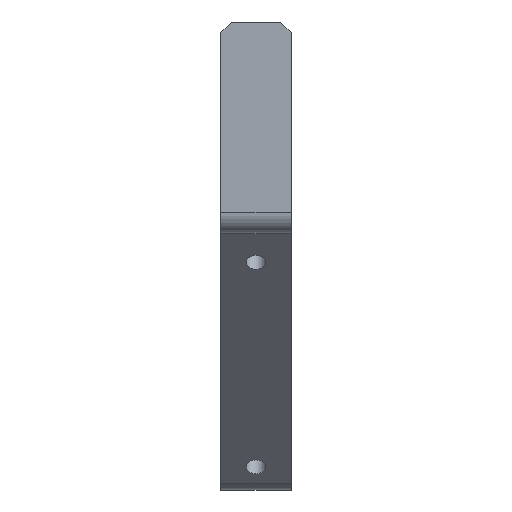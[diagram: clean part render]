
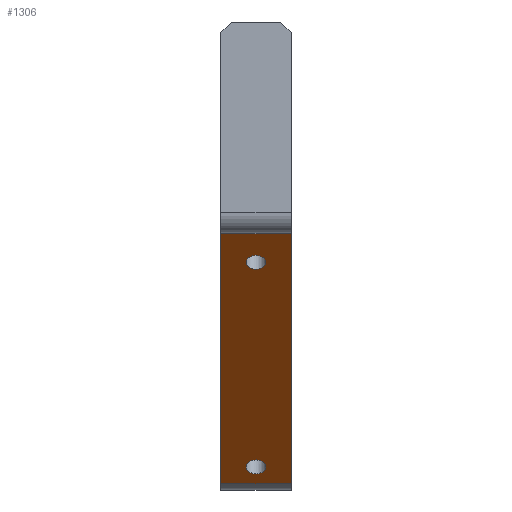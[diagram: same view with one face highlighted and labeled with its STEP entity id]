
A CAD part, top view. The second image highlights one B-rep face of the part: STEP entity #1306.
In plain terms, the highlighted planar face has unit normal (0, -0.707, 0.707).
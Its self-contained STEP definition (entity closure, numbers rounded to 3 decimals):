
#32 = PLANE('',#33);
#33 = AXIS2_PLACEMENT_3D('',#34,#35,#36);
#34 = CARTESIAN_POINT('',(44.,-12.707,35.57));
#35 = DIRECTION('',(1.,0.,0.));
#36 = DIRECTION('',(0.,0.,1.));
#86 = VERTEX_POINT('',#87);
#87 = CARTESIAN_POINT('',(44.,-11.532,49.216));
#101 = PLANE('',#102);
#102 = AXIS2_PLACEMENT_3D('',#103,#104,#105);
#103 = CARTESIAN_POINT('',(44.,-11.532,49.216));
#104 = DIRECTION('',(0.,-1.,0.));
#105 = DIRECTION('',(0.,0.,1.));
#113 = EDGE_CURVE('',#114,#86,#116,.T.);
#114 = VERTEX_POINT('',#115);
#115 = CARTESIAN_POINT('',(44.,-47.02,13.729));
#116 = SURFACE_CURVE('',#117,(#121,#128),.PCURVE_S1.);
#117 = LINE('',#118,#119);
#118 = CARTESIAN_POINT('',(44.,-52.141,8.607));
#119 = VECTOR('',#120,1.);
#120 = DIRECTION('',(0.,0.707,0.707));
#121 = PCURVE('',#32,#122);
#122 = DEFINITIONAL_REPRESENTATION('',(#123),#127);
#123 = LINE('',#124,#125);
#124 = CARTESIAN_POINT('',(-26.963,39.434));
#125 = VECTOR('',#126,1.);
#126 = DIRECTION('',(0.707,-0.707));
#127 = ( GEOMETRIC_REPRESENTATION_CONTEXT(2) 
PARAMETRIC_REPRESENTATION_CONTEXT() REPRESENTATION_CONTEXT('2D SPACE',''
  ) );
#128 = PCURVE('',#129,#134);
#129 = PLANE('',#130);
#130 = AXIS2_PLACEMENT_3D('',#131,#132,#133);
#131 = CARTESIAN_POINT('',(44.,-52.141,8.607));
#132 = DIRECTION('',(0.,-0.707,0.707)
  );
#133 = DIRECTION('',(0.,0.707,0.707));
#134 = DEFINITIONAL_REPRESENTATION('',(#135),#139);
#135 = LINE('',#136,#137);
#136 = CARTESIAN_POINT('',(0.,0.));
#137 = VECTOR('',#138,1.);
#138 = DIRECTION('',(1.,0.));
#139 = ( GEOMETRIC_REPRESENTATION_CONTEXT(2) 
PARAMETRIC_REPRESENTATION_CONTEXT() REPRESENTATION_CONTEXT('2D SPACE',''
  ) );
#158 = CYLINDRICAL_SURFACE('',#159,3.);
#159 = AXIS2_PLACEMENT_3D('',#160,#161,#162);
#160 = CARTESIAN_POINT('',(44.,-44.898,11.607));
#161 = DIRECTION('',(1.,0.,0.));
#162 = DIRECTION('',(0.,-0.707,0.707)
  );
#926 = PLANE('',#927);
#927 = AXIS2_PLACEMENT_3D('',#928,#929,#930);
#928 = CARTESIAN_POINT('',(54.,-12.707,35.57));
#929 = DIRECTION('',(1.,0.,0.));
#930 = DIRECTION('',(0.,0.,1.));
#1213 = EDGE_CURVE('',#86,#1214,#1216,.T.);
#1214 = VERTEX_POINT('',#1215);
#1215 = CARTESIAN_POINT('',(54.,-11.532,49.216));
#1216 = SURFACE_CURVE('',#1217,(#1221,#1228),.PCURVE_S1.);
#1217 = LINE('',#1218,#1219);
#1218 = CARTESIAN_POINT('',(44.,-11.532,49.216));
#1219 = VECTOR('',#1220,1.);
#1220 = DIRECTION('',(1.,0.,0.));
#1221 = PCURVE('',#101,#1222);
#1222 = DEFINITIONAL_REPRESENTATION('',(#1223),#1227);
#1223 = LINE('',#1224,#1225);
#1224 = CARTESIAN_POINT('',(0.,0.));
#1225 = VECTOR('',#1226,1.);
#1226 = DIRECTION('',(0.,-1.));
#1227 = ( GEOMETRIC_REPRESENTATION_CONTEXT(2) 
PARAMETRIC_REPRESENTATION_CONTEXT() REPRESENTATION_CONTEXT('2D SPACE',''
  ) );
#1228 = PCURVE('',#129,#1229);
#1229 = DEFINITIONAL_REPRESENTATION('',(#1230),#1234);
#1230 = LINE('',#1231,#1232);
#1231 = CARTESIAN_POINT('',(57.43,0.));
#1232 = VECTOR('',#1233,1.);
#1233 = DIRECTION('',(0.,-1.));
#1234 = ( GEOMETRIC_REPRESENTATION_CONTEXT(2) 
PARAMETRIC_REPRESENTATION_CONTEXT() REPRESENTATION_CONTEXT('2D SPACE',''
  ) );
#1306 = ADVANCED_FACE('',(#1307,#1355,#1386),#129,.T.);
#1307 = FACE_BOUND('',#1308,.T.);
#1308 = EDGE_LOOP('',(#1309,#1310,#1333,#1354));
#1309 = ORIENTED_EDGE('',*,*,#113,.F.);
#1310 = ORIENTED_EDGE('',*,*,#1311,.T.);
#1311 = EDGE_CURVE('',#114,#1312,#1314,.T.);
#1312 = VERTEX_POINT('',#1313);
#1313 = CARTESIAN_POINT('',(54.,-47.02,13.729));
#1314 = SURFACE_CURVE('',#1315,(#1319,#1326),.PCURVE_S1.);
#1315 = LINE('',#1316,#1317);
#1316 = CARTESIAN_POINT('',(44.,-47.02,13.729));
#1317 = VECTOR('',#1318,1.);
#1318 = DIRECTION('',(1.,0.,0.));
#1319 = PCURVE('',#129,#1320);
#1320 = DEFINITIONAL_REPRESENTATION('',(#1321),#1325);
#1321 = LINE('',#1322,#1323);
#1322 = CARTESIAN_POINT('',(7.243,0.));
#1323 = VECTOR('',#1324,1.);
#1324 = DIRECTION('',(0.,-1.));
#1325 = ( GEOMETRIC_REPRESENTATION_CONTEXT(2) 
PARAMETRIC_REPRESENTATION_CONTEXT() REPRESENTATION_CONTEXT('2D SPACE',''
  ) );
#1326 = PCURVE('',#158,#1327);
#1327 = DEFINITIONAL_REPRESENTATION('',(#1328),#1332);
#1328 = LINE('',#1329,#1330);
#1329 = CARTESIAN_POINT('',(0.,0.));
#1330 = VECTOR('',#1331,1.);
#1331 = DIRECTION('',(0.,1.));
#1332 = ( GEOMETRIC_REPRESENTATION_CONTEXT(2) 
PARAMETRIC_REPRESENTATION_CONTEXT() REPRESENTATION_CONTEXT('2D SPACE',''
  ) );
#1333 = ORIENTED_EDGE('',*,*,#1334,.T.);
#1334 = EDGE_CURVE('',#1312,#1214,#1335,.T.);
#1335 = SURFACE_CURVE('',#1336,(#1340,#1347),.PCURVE_S1.);
#1336 = LINE('',#1337,#1338);
#1337 = CARTESIAN_POINT('',(54.,-52.141,8.607));
#1338 = VECTOR('',#1339,1.);
#1339 = DIRECTION('',(0.,0.707,0.707));
#1340 = PCURVE('',#129,#1341);
#1341 = DEFINITIONAL_REPRESENTATION('',(#1342),#1346);
#1342 = LINE('',#1343,#1344);
#1343 = CARTESIAN_POINT('',(0.,-10.));
#1344 = VECTOR('',#1345,1.);
#1345 = DIRECTION('',(1.,0.));
#1346 = ( GEOMETRIC_REPRESENTATION_CONTEXT(2) 
PARAMETRIC_REPRESENTATION_CONTEXT() REPRESENTATION_CONTEXT('2D SPACE',''
  ) );
#1347 = PCURVE('',#926,#1348);
#1348 = DEFINITIONAL_REPRESENTATION('',(#1349),#1353);
#1349 = LINE('',#1350,#1351);
#1350 = CARTESIAN_POINT('',(-26.963,39.434));
#1351 = VECTOR('',#1352,1.);
#1352 = DIRECTION('',(0.707,-0.707));
#1353 = ( GEOMETRIC_REPRESENTATION_CONTEXT(2) 
PARAMETRIC_REPRESENTATION_CONTEXT() REPRESENTATION_CONTEXT('2D SPACE',''
  ) );
#1354 = ORIENTED_EDGE('',*,*,#1213,.F.);
#1355 = FACE_BOUND('',#1356,.T.);
#1356 = EDGE_LOOP('',(#1357));
#1357 = ORIENTED_EDGE('',*,*,#1358,.F.);
#1358 = EDGE_CURVE('',#1359,#1359,#1361,.T.);
#1359 = VERTEX_POINT('',#1360);
#1360 = CARTESIAN_POINT('',(50.4,-44.624,16.124));
#1361 = SURFACE_CURVE('',#1362,(#1367,#1374),.PCURVE_S1.);
#1362 = CIRCLE('',#1363,1.4);
#1363 = AXIS2_PLACEMENT_3D('',#1364,#1365,#1366);
#1364 = CARTESIAN_POINT('',(49.,-44.624,16.124));
#1365 = DIRECTION('',(0.,-0.707,0.707));
#1366 = DIRECTION('',(1.,0.,0.));
#1367 = PCURVE('',#129,#1368);
#1368 = DEFINITIONAL_REPRESENTATION('',(#1369),#1373);
#1369 = CIRCLE('',#1370,1.4);
#1370 = AXIS2_PLACEMENT_2D('',#1371,#1372);
#1371 = CARTESIAN_POINT('',(10.63,-5.));
#1372 = DIRECTION('',(0.,-1.));
#1373 = ( GEOMETRIC_REPRESENTATION_CONTEXT(2) 
PARAMETRIC_REPRESENTATION_CONTEXT() REPRESENTATION_CONTEXT('2D SPACE',''
  ) );
#1374 = PCURVE('',#1375,#1380);
#1375 = CYLINDRICAL_SURFACE('',#1376,1.4);
#1376 = AXIS2_PLACEMENT_3D('',#1377,#1378,#1379);
#1377 = CARTESIAN_POINT('',(49.,-36.5,8.));
#1378 = DIRECTION('',(0.,-0.707,0.707));
#1379 = DIRECTION('',(1.,0.,0.));
#1380 = DEFINITIONAL_REPRESENTATION('',(#1381),#1385);
#1381 = LINE('',#1382,#1383);
#1382 = CARTESIAN_POINT('',(0.,11.489));
#1383 = VECTOR('',#1384,1.);
#1384 = DIRECTION('',(1.,0.));
#1385 = ( GEOMETRIC_REPRESENTATION_CONTEXT(2) 
PARAMETRIC_REPRESENTATION_CONTEXT() REPRESENTATION_CONTEXT('2D SPACE',''
  ) );
#1386 = FACE_BOUND('',#1387,.T.);
#1387 = EDGE_LOOP('',(#1388));
#1388 = ORIENTED_EDGE('',*,*,#1389,.F.);
#1389 = EDGE_CURVE('',#1390,#1390,#1392,.T.);
#1390 = VERTEX_POINT('',#1391);
#1391 = CARTESIAN_POINT('',(50.4,-15.624,45.124));
#1392 = SURFACE_CURVE('',#1393,(#1398,#1405),.PCURVE_S1.);
#1393 = CIRCLE('',#1394,1.4);
#1394 = AXIS2_PLACEMENT_3D('',#1395,#1396,#1397);
#1395 = CARTESIAN_POINT('',(49.,-15.624,45.124));
#1396 = DIRECTION('',(0.,-0.707,0.707));
#1397 = DIRECTION('',(1.,0.,0.));
#1398 = PCURVE('',#129,#1399);
#1399 = DEFINITIONAL_REPRESENTATION('',(#1400),#1404);
#1400 = CIRCLE('',#1401,1.4);
#1401 = AXIS2_PLACEMENT_2D('',#1402,#1403);
#1402 = CARTESIAN_POINT('',(51.643,-5.));
#1403 = DIRECTION('',(0.,-1.));
#1404 = ( GEOMETRIC_REPRESENTATION_CONTEXT(2) 
PARAMETRIC_REPRESENTATION_CONTEXT() REPRESENTATION_CONTEXT('2D SPACE',''
  ) );
#1405 = PCURVE('',#1406,#1411);
#1406 = CYLINDRICAL_SURFACE('',#1407,1.4);
#1407 = AXIS2_PLACEMENT_3D('',#1408,#1409,#1410);
#1408 = CARTESIAN_POINT('',(49.,-6.5,36.));
#1409 = DIRECTION('',(0.,-0.707,0.707));
#1410 = DIRECTION('',(1.,0.,0.));
#1411 = DEFINITIONAL_REPRESENTATION('',(#1412),#1416);
#1412 = LINE('',#1413,#1414);
#1413 = CARTESIAN_POINT('',(0.,12.903));
#1414 = VECTOR('',#1415,1.);
#1415 = DIRECTION('',(1.,0.));
#1416 = ( GEOMETRIC_REPRESENTATION_CONTEXT(2) 
PARAMETRIC_REPRESENTATION_CONTEXT() REPRESENTATION_CONTEXT('2D SPACE',''
  ) );
